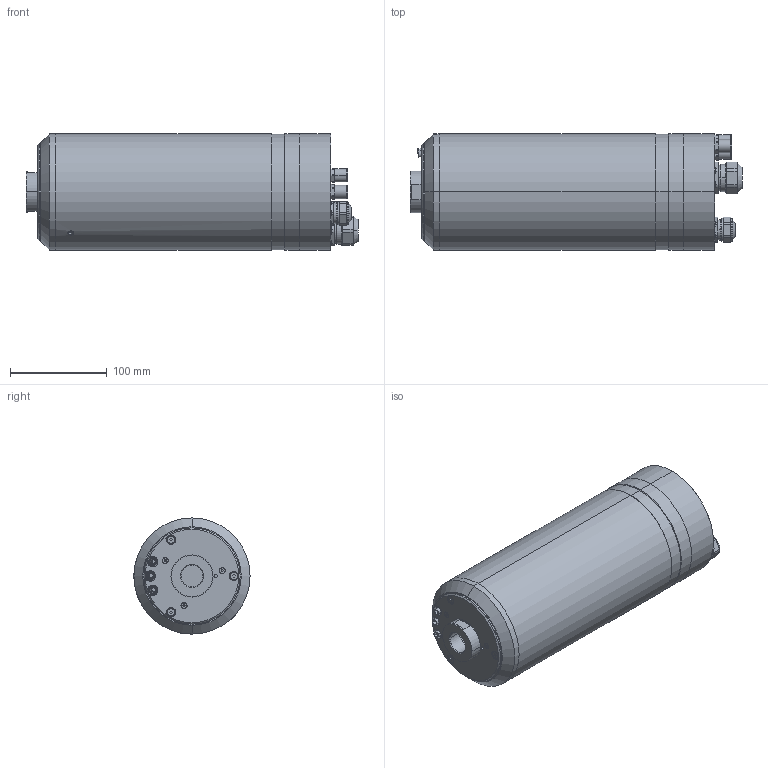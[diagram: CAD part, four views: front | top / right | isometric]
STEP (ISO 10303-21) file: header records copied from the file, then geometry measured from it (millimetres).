
FILE_DESCRIPTION (( 'STEP AP203' ), '1' );
FILE_NAME ('120D24P-00A.STEP', '2016-02-19T08:23:46', ( '' ), ( '' ), 'SwSTEP 2.0', 'SolidWorks 2014', '' );
FILE_SCHEMA (( 'CONFIG_CONTROL_DESIGN' ));
Length unit declared in the file: millimetre
Products named in the file (1): 120D24P-00A
Bounding box: 343 x 120 x 120 mm (x, y, z)
Surface area: 174203.8 mm2 (no closed solid volume)
Topology: 0 solids, 48 shells, 446 faces, 1387 edges, 974 vertices
Faces by surface type: plane 182, cylinder 178, cone 62, torus 22, sphere 2
Entity records: 16234 total; most frequent: CARTESIAN_POINT 3415, DIRECTION 2935, ORIENTED_EDGE 2191, EDGE_CURVE 1370, AXIS2_PLACEMENT_3D 1157, VERTEX_POINT 971, CIRCLE 710, VECTOR 621
